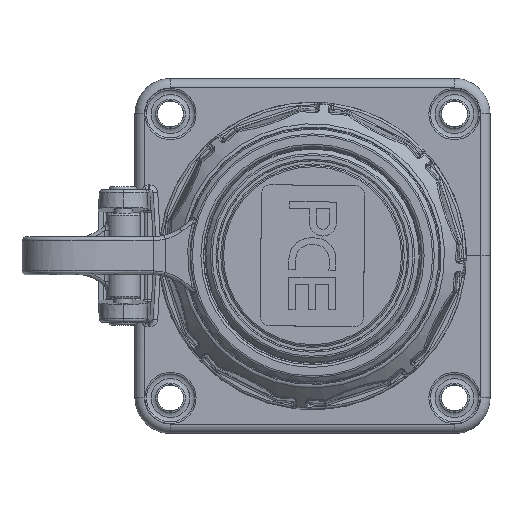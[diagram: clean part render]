
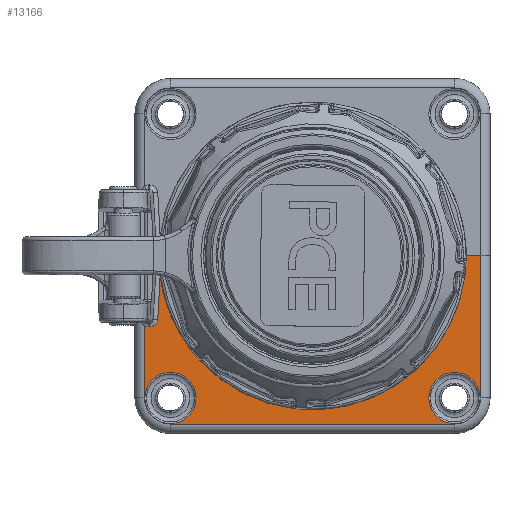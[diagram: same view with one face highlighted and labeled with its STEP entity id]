
A CAD part, top view. The second image highlights one B-rep face of the part: STEP entity #13166.
In plain terms, the highlighted planar face has unit normal (0, 0, 1).
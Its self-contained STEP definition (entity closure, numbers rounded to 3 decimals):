
#1025 = CARTESIAN_POINT ( 'NONE',  ( 0., 0., 6. ) ) ;
#1220 = DIRECTION ( 'NONE',  ( -1., 0., 0. ) ) ;
#1680 = CARTESIAN_POINT ( 'NONE',  ( -35.5, -14.809, 6. ) ) ;
#1780 = FACE_BOUND ( 'NONE', #10469, .T. ) ;
#2566 = ORIENTED_EDGE ( 'NONE', *, *, #8228, .T. ) ;
#3033 = EDGE_CURVE ( 'NONE', #55169, #7074, #15615, .T. ) ;
#3110 = LINE ( 'NONE', #51208, #47782 ) ;
#3558 = DIRECTION ( 'NONE',  ( -1., 0., 0. ) ) ;
#4098 = CARTESIAN_POINT ( 'NONE',  ( 0., 0., 6. ) ) ;
#4113 = DIRECTION ( 'NONE',  ( -1., 0., 0. ) ) ;
#4360 = VECTOR ( 'NONE', #26438, 1000. ) ;
#4955 = CIRCLE ( 'NONE', #19270, 5.408 ) ;
#6331 = VERTEX_POINT ( 'NONE', #41615 ) ;
#7074 = VERTEX_POINT ( 'NONE', #31449 ) ;
#7715 = VERTEX_POINT ( 'NONE', #41280 ) ;
#8228 = EDGE_CURVE ( 'NONE', #6331, #55169, #48391, .T. ) ;
#8396 = ORIENTED_EDGE ( 'NONE', *, *, #3033, .T. ) ;
#8428 = DIRECTION ( 'NONE',  ( -1., 0., 0. ) ) ;
#9729 = PLANE ( 'NONE',  #28945 ) ;
#9881 = DIRECTION ( 'NONE',  ( 1., 0., 0. ) ) ;
#10053 = EDGE_CURVE ( 'NONE', #23417, #6331, #55101, .T. ) ;
#10469 = EDGE_LOOP ( 'NONE', ( #54742 ) ) ;
#10606 = CARTESIAN_POINT ( 'NONE',  ( -32.685, -13.389, 6. ) ) ;
#11161 = ORIENTED_EDGE ( 'NONE', *, *, #50931, .T. ) ;
#11322 = CIRCLE ( 'NONE', #18736, 25.3 ) ;
#12045 = ORIENTED_EDGE ( 'NONE', *, *, #54512, .T. ) ;
#13166 = ADVANCED_FACE ( 'NONE', ( #1780, #24774, #47823 ), #9729, .F. ) ;
#13380 = AXIS2_PLACEMENT_3D ( 'NONE', #23669, #53937, #28020 ) ;
#13870 = LINE ( 'NONE', #16949, #35521 ) ;
#14107 = VERTEX_POINT ( 'NONE', #23941 ) ;
#14288 = VERTEX_POINT ( 'NONE', #27196 ) ;
#14423 = CARTESIAN_POINT ( 'NONE',  ( 30., -30., 6. ) ) ;
#14558 = CARTESIAN_POINT ( 'NONE',  ( -34.693, -15., 6. ) ) ;
#14959 = CARTESIAN_POINT ( 'NONE',  ( -33.45, -15., 6. ) ) ;
#15615 = LINE ( 'NONE', #22713, #28455 ) ;
#15861 = LINE ( 'NONE', #43507, #4360 ) ;
#16508 = EDGE_CURVE ( 'NONE', #39740, #55428, #49032, .T. ) ;
#16605 = AXIS2_PLACEMENT_3D ( 'NONE', #14423, #44711, #18714 ) ;
#16949 = CARTESIAN_POINT ( 'NONE',  ( 0., -15., 6. ) ) ;
#17529 = EDGE_CURVE ( 'NONE', #14288, #14288, #4955, .T. ) ;
#17568 = ORIENTED_EDGE ( 'NONE', *, *, #17529, .T. ) ;
#18010 = DIRECTION ( 'NONE',  ( 0., 0., -1. ) ) ;
#18529 = ORIENTED_EDGE ( 'NONE', *, *, #10053, .T. ) ;
#18714 = DIRECTION ( 'NONE',  ( -1., 0., 0. ) ) ;
#18736 = AXIS2_PLACEMENT_3D ( 'NONE', #55368, #29454, #3558 ) ;
#18768 = EDGE_LOOP ( 'NONE', ( #28978, #11161, #12045, #46707, #18779, #18529, #2566, #8396, #22797, #46896, #20605, #45719 ) ) ;
#18779 = ORIENTED_EDGE ( 'NONE', *, *, #48449, .T. ) ;
#19270 = AXIS2_PLACEMENT_3D ( 'NONE', #43995, #18010, #48320 ) ;
#19318 = CARTESIAN_POINT ( 'NONE',  ( -34.693, -15., 6. ) ) ;
#19379 =( BOUNDED_CURVE ( )  B_SPLINE_CURVE ( 3, ( #10606, #36531, #14959, #45244 ),
 .UNSPECIFIED., .F., .T. ) 
 B_SPLINE_CURVE_WITH_KNOTS ( ( 4, 4 ),
 ( 3.194, 4.712 ),
 .UNSPECIFIED. ) 
 CURVE ( )  GEOMETRIC_REPRESENTATION_ITEM ( )  RATIONAL_B_SPLINE_CURVE ( ( 1., 0.817, 0.817, 1. ) ) 
 REPRESENTATION_ITEM ( '' )  );
#20161 = DIRECTION ( 'NONE',  ( 0., 1., 0. ) ) ;
#20605 = ORIENTED_EDGE ( 'NONE', *, *, #53510, .T. ) ;
#21712 = VERTEX_POINT ( 'NONE', #41048 ) ;
#21735 =( BOUNDED_CURVE ( )  B_SPLINE_CURVE ( 3, ( #14558, #40506, #27576, #1680 ),
 .UNSPECIFIED., .F., .T. ) 
 B_SPLINE_CURVE_WITH_KNOTS ( ( 4, 4 ),
 ( 1.571, 2.049 ),
 .UNSPECIFIED. ) 
 CURVE ( )  GEOMETRIC_REPRESENTATION_ITEM ( )  RATIONAL_B_SPLINE_CURVE ( ( 1., 0.981, 0.981, 1. ) ) 
 REPRESENTATION_ITEM ( '' )  );
#22713 = CARTESIAN_POINT ( 'NONE',  ( 30., -35.5, 6. ) ) ;
#22797 = ORIENTED_EDGE ( 'NONE', *, *, #28879, .T. ) ;
#23417 = VERTEX_POINT ( 'NONE', #34482 ) ;
#23669 = CARTESIAN_POINT ( 'NONE',  ( 30., -30., 6. ) ) ;
#23941 = CARTESIAN_POINT ( 'NONE',  ( -25.3, 0., 6. ) ) ;
#24774 = FACE_BOUND ( 'NONE', #46000, .T. ) ;
#25083 = DIRECTION ( 'NONE',  ( 0., 0., 1. ) ) ;
#25257 = DIRECTION ( 'NONE',  ( -0.054, -0.999, 0. ) ) ;
#25968 = VECTOR ( 'NONE', #20161, 1000. ) ;
#26356 = DIRECTION ( 'NONE',  ( 0., -1., 0. ) ) ;
#26438 = DIRECTION ( 'NONE',  ( -1., 0., 0. ) ) ;
#27097 = DIRECTION ( 'NONE',  ( 0., 0., -1. ) ) ;
#27196 = CARTESIAN_POINT ( 'NONE',  ( -35.408, -30., 6. ) ) ;
#27576 = CARTESIAN_POINT ( 'NONE',  ( -35.249, -14.935, 6. ) ) ;
#27888 = CARTESIAN_POINT ( 'NONE',  ( -30., -35.5, 6. ) ) ;
#27995 = LINE ( 'NONE', #4098, #42279 ) ;
#28020 = DIRECTION ( 'NONE',  ( -1., 0., 0. ) ) ;
#28455 = VECTOR ( 'NONE', #9881, 1000. ) ;
#28879 = EDGE_CURVE ( 'NONE', #7074, #39740, #30534, .T. ) ;
#28945 = AXIS2_PLACEMENT_3D ( 'NONE', #1025, #27097, #1220 ) ;
#28978 = ORIENTED_EDGE ( 'NONE', *, *, #53782, .T. ) ;
#29454 = DIRECTION ( 'NONE',  ( 0., 0., -1. ) ) ;
#29718 = CARTESIAN_POINT ( 'NONE',  ( -31.962, 0., 6. ) ) ;
#30527 = CARTESIAN_POINT ( 'NONE',  ( -35.5, -30., 6. ) ) ;
#30534 = CIRCLE ( 'NONE', #13380, 5.5 ) ;
#30731 = VECTOR ( 'NONE', #26356, 1000. ) ;
#31449 = CARTESIAN_POINT ( 'NONE',  ( 30., -35.5, 6. ) ) ;
#34482 = CARTESIAN_POINT ( 'NONE',  ( -35.5, -14.809, 6. ) ) ;
#35521 = VECTOR ( 'NONE', #4113, 1000. ) ;
#35588 = CARTESIAN_POINT ( 'NONE',  ( 35.5, -30., 6. ) ) ;
#36531 = CARTESIAN_POINT ( 'NONE',  ( -32.736, -14.343, 6. ) ) ;
#38869 = CARTESIAN_POINT ( 'NONE',  ( -32.685, -13.389, 6. ) ) ;
#39740 = VERTEX_POINT ( 'NONE', #35588 ) ;
#40421 = VERTEX_POINT ( 'NONE', #19318 ) ;
#40506 = CARTESIAN_POINT ( 'NONE',  ( -34.975, -15., 6. ) ) ;
#41048 = CARTESIAN_POINT ( 'NONE',  ( 24.592, -30., 6. ) ) ;
#41280 = CARTESIAN_POINT ( 'NONE',  ( 25.3, 0., 6. ) ) ;
#41615 = CARTESIAN_POINT ( 'NONE',  ( -35.5, -30., 6. ) ) ;
#42279 = VECTOR ( 'NONE', #8428, 1000. ) ;
#42389 = VERTEX_POINT ( 'NONE', #29718 ) ;
#42428 = CIRCLE ( 'NONE', #16605, 5.408 ) ;
#43507 = CARTESIAN_POINT ( 'NONE',  ( 0., 0., 6. ) ) ;
#43995 = CARTESIAN_POINT ( 'NONE',  ( -30., -30., 6. ) ) ;
#44023 = EDGE_CURVE ( 'NONE', #48128, #40421, #13870, .T. ) ;
#44711 = DIRECTION ( 'NONE',  ( 0., 0., -1. ) ) ;
#45244 = CARTESIAN_POINT ( 'NONE',  ( -34.435, -15., 6. ) ) ;
#45297 = AXIS2_PLACEMENT_3D ( 'NONE', #51044, #25083, #55360 ) ;
#45719 = ORIENTED_EDGE ( 'NONE', *, *, #49820, .T. ) ;
#46000 = EDGE_LOOP ( 'NONE', ( #17568 ) ) ;
#46136 = CARTESIAN_POINT ( 'NONE',  ( 35.5, 30., 6. ) ) ;
#46217 = CARTESIAN_POINT ( 'NONE',  ( -34.435, -15., 6. ) ) ;
#46707 = ORIENTED_EDGE ( 'NONE', *, *, #44023, .T. ) ;
#46896 = ORIENTED_EDGE ( 'NONE', *, *, #16508, .T. ) ;
#47782 = VECTOR ( 'NONE', #25257, 1000. ) ;
#47823 = FACE_OUTER_BOUND ( 'NONE', #18768, .T. ) ;
#48128 = VERTEX_POINT ( 'NONE', #46217 ) ;
#48320 = DIRECTION ( 'NONE',  ( -1., 0., 0. ) ) ;
#48391 = CIRCLE ( 'NONE', #45297, 5.5 ) ;
#48449 = EDGE_CURVE ( 'NONE', #40421, #23417, #21735, .T. ) ;
#49032 = LINE ( 'NONE', #46136, #25968 ) ;
#49820 = EDGE_CURVE ( 'NONE', #7715, #14107, #11322, .T. ) ;
#50279 = EDGE_CURVE ( 'NONE', #21712, #21712, #42428, .T. ) ;
#50931 = EDGE_CURVE ( 'NONE', #42389, #55458, #3110, .T. ) ;
#51044 = CARTESIAN_POINT ( 'NONE',  ( -30., -30., 6. ) ) ;
#51208 = CARTESIAN_POINT ( 'NONE',  ( -31.869, 1.722, 6. ) ) ;
#53510 = EDGE_CURVE ( 'NONE', #55428, #7715, #15861, .T. ) ;
#53782 = EDGE_CURVE ( 'NONE', #14107, #42389, #27995, .T. ) ;
#53937 = DIRECTION ( 'NONE',  ( 0., 0., 1. ) ) ;
#54512 = EDGE_CURVE ( 'NONE', #55458, #48128, #19379, .T. ) ;
#54742 = ORIENTED_EDGE ( 'NONE', *, *, #50279, .T. ) ;
#55101 = LINE ( 'NONE', #30527, #30731 ) ;
#55169 = VERTEX_POINT ( 'NONE', #27888 ) ;
#55360 = DIRECTION ( 'NONE',  ( -1., 0., 0. ) ) ;
#55368 = CARTESIAN_POINT ( 'NONE',  ( 0., 0., 6. ) ) ;
#55428 = VERTEX_POINT ( 'NONE', #56052 ) ;
#55458 = VERTEX_POINT ( 'NONE', #38869 ) ;
#56052 = CARTESIAN_POINT ( 'NONE',  ( 35.5, 0., 6. ) ) ;
